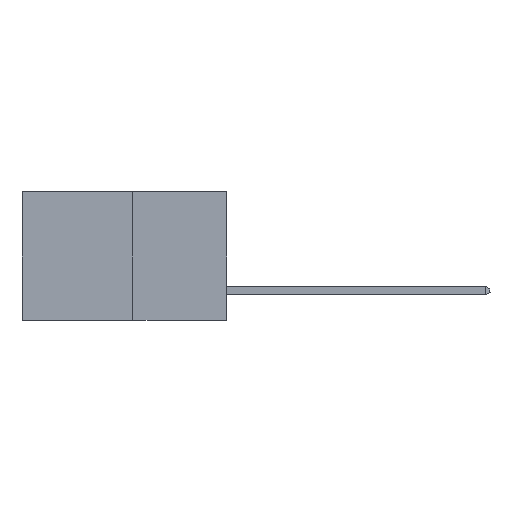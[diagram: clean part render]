
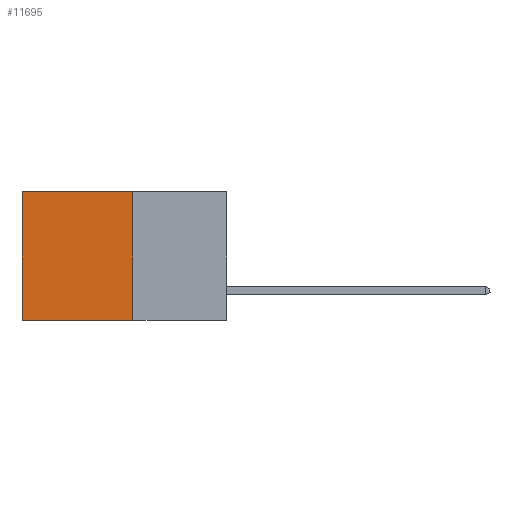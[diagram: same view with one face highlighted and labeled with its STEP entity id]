
A CAD part, left-side view. The second image highlights one B-rep face of the part: STEP entity #11695.
In plain terms, the highlighted planar face has unit normal (-1, 0, 0).
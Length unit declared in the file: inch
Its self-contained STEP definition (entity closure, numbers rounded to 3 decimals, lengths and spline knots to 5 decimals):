
#360 = DIRECTION ( 'NONE',  ( 0., 1., 0. ) ) ;
#382 = VECTOR ( 'NONE', #8845, 39.37008 ) ;
#865 = CARTESIAN_POINT ( 'NONE',  ( 0.277, 0.27, -0.37 ) ) ;
#1108 = ORIENTED_EDGE ( 'NONE', *, *, #6909, .T. ) ;
#1390 = LINE ( 'NONE', #8621, #9923 ) ;
#2104 = DIRECTION ( 'NONE',  ( 0., 0., -1. ) ) ;
#2169 = EDGE_CURVE ( 'NONE', #2547, #14803, #6886, .T. ) ;
#2547 = VERTEX_POINT ( 'NONE', #14804 ) ;
#2860 = CARTESIAN_POINT ( 'NONE',  ( 0.277, 0.27, -0.37 ) ) ;
#4183 = EDGE_LOOP ( 'NONE', ( #6609, #12620, #6971, #1108 ) ) ;
#4194 = DIRECTION ( 'NONE',  ( 0., 0., -1. ) ) ;
#4448 = FACE_OUTER_BOUND ( 'NONE', #4183, .T. ) ;
#5699 = VECTOR ( 'NONE', #13712, 39.37008 ) ;
#6609 = ORIENTED_EDGE ( 'NONE', *, *, #11015, .T. ) ;
#6886 = LINE ( 'NONE', #2860, #9571 ) ;
#6909 = EDGE_CURVE ( 'NONE', #2547, #14819, #8436, .T. ) ;
#6971 = ORIENTED_EDGE ( 'NONE', *, *, #2169, .F. ) ;
#7401 = CARTESIAN_POINT ( 'NONE',  ( 0.277, 0.59, -0.37 ) ) ;
#7616 = AXIS2_PLACEMENT_3D ( 'NONE', #865, #9096, #2104 ) ;
#7817 = VERTEX_POINT ( 'NONE', #7401 ) ;
#7945 = PLANE ( 'NONE',  #7616 ) ;
#8187 = CARTESIAN_POINT ( 'NONE',  ( 0.277, 0.27, 0. ) ) ;
#8401 = CARTESIAN_POINT ( 'NONE',  ( 0.277, 0.27, -0.37 ) ) ;
#8436 = LINE ( 'NONE', #8187, #5699 ) ;
#8621 = CARTESIAN_POINT ( 'NONE',  ( 0.277, 0.27, -0.37 ) ) ;
#8845 = DIRECTION ( 'NONE',  ( 0., 0., -1. ) ) ;
#9096 = DIRECTION ( 'NONE',  ( 1., 0., 0. ) ) ;
#9571 = VECTOR ( 'NONE', #4194, 39.37008 ) ;
#9923 = VECTOR ( 'NONE', #360, 39.37008 ) ;
#9977 = EDGE_CURVE ( 'NONE', #14803, #7817, #1390, .T. ) ;
#11015 = EDGE_CURVE ( 'NONE', #14819, #7817, #12374, .T. ) ;
#11695 = ADVANCED_FACE ( 'NONE', ( #4448 ), #7945, .F. ) ;
#11766 = CARTESIAN_POINT ( 'NONE',  ( 0.277, 0.59, 0. ) ) ;
#12374 = LINE ( 'NONE', #14320, #382 ) ;
#12620 = ORIENTED_EDGE ( 'NONE', *, *, #9977, .F. ) ;
#13712 = DIRECTION ( 'NONE',  ( 0., 1., 0. ) ) ;
#14320 = CARTESIAN_POINT ( 'NONE',  ( 0.277, 0.59, -0.37 ) ) ;
#14803 = VERTEX_POINT ( 'NONE', #8401 ) ;
#14804 = CARTESIAN_POINT ( 'NONE',  ( 0.277, 0.27, 0. ) ) ;
#14819 = VERTEX_POINT ( 'NONE', #11766 ) ;
